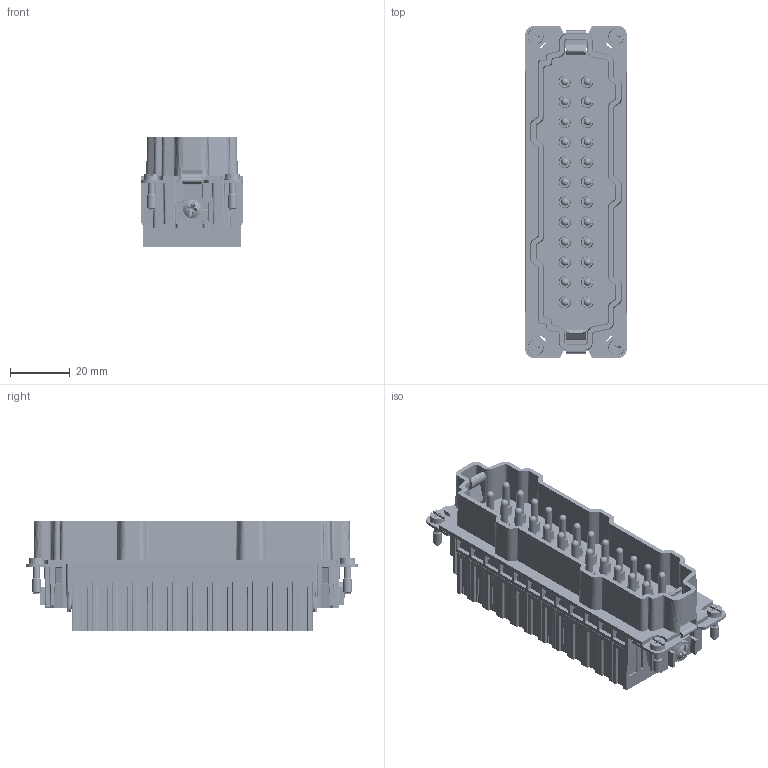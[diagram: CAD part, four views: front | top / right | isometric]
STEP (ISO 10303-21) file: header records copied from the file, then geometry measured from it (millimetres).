
FILE_DESCRIPTION(('CATIA V5 STEP Exchange','CAx-IF Rec.Pracs.--- Model Styling and Organization---1.4--- 2014-01-23'),'2;1');
FILE_NAME ('D1463124_4', '2023-03-06T08:50:29+00:00', ('none'), ('Weidmueller'), 'CATIA Version 5-6 Release 2016 SP3 HF44', 'CATIA V5 STEP AP214', 'none');
FILE_SCHEMA(('AUTOMOTIVE_DESIGN { 1 0 10303 214 1 1 1 1 }'));
Products named in the file (1): 2535100000
Bounding box: 34 x 111 x 36.9 mm (x, y, z)
Volume: 89063.5 mm3; surface area: 70617.8 mm2
Topology: 69 solids, 93 shells, 5767 faces, 15640 edges, 10263 vertices
Faces by surface type: plane 3232, cylinder 1786, cone 473, torus 176, bspline 40, extrusion 34, sphere 26
Entity records: 174856 total; most frequent: CARTESIAN_POINT 38452, ORIENTED_EDGE 31210, DIRECTION 22752, EDGE_CURVE 15605, VERTEX_POINT 10263, VECTOR 10022, LINE 9988, AXIS2_PLACEMENT_3D 8387
